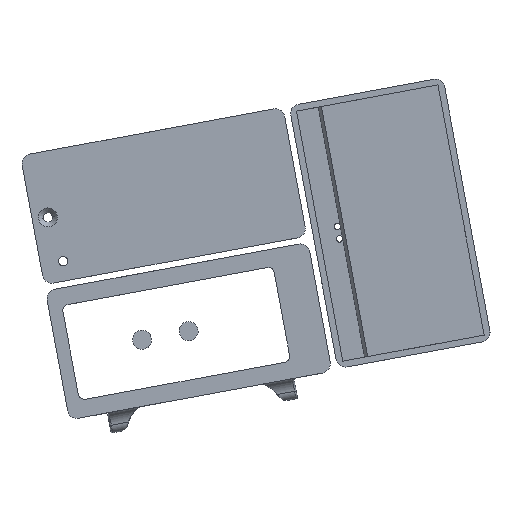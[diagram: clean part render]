
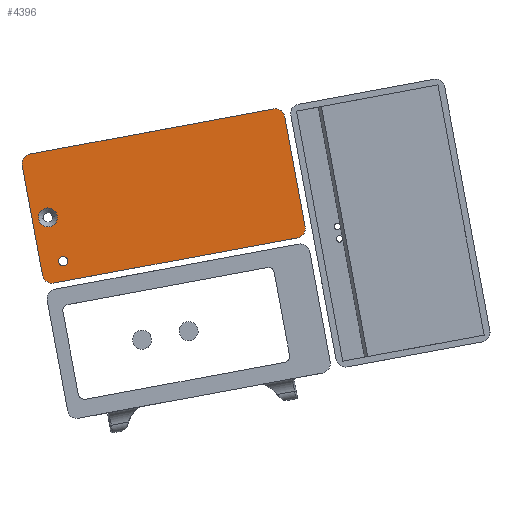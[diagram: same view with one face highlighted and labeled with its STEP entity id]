
A CAD part, top view. The second image highlights one B-rep face of the part: STEP entity #4396.
In plain terms, the highlighted face is planar.
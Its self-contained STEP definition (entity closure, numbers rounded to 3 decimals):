
#2351=CARTESIAN_POINT('Vertex',(-39.25,-20.75,0.)) ;
#2354=CARTESIAN_POINT('Line Origine',(0.,-20.75,0.)) ;
#2358=CARTESIAN_POINT('Vertex',(39.25,-20.75,0.)) ;
#2403=CARTESIAN_POINT('Axis2P3D Location',(39.25,-17.75,0.)) ;
#2407=CARTESIAN_POINT('Vertex',(42.25,-17.75,0.)) ;
#2434=CARTESIAN_POINT('Line Origine',(42.25,0.,0.)) ;
#2438=CARTESIAN_POINT('Vertex',(42.25,17.75,0.)) ;
#2465=CARTESIAN_POINT('Axis2P3D Location',(39.25,17.75,0.)) ;
#2469=CARTESIAN_POINT('Vertex',(39.25,20.75,0.)) ;
#2496=CARTESIAN_POINT('Line Origine',(0.,20.75,0.)) ;
#2500=CARTESIAN_POINT('Vertex',(-39.25,20.75,0.)) ;
#2527=CARTESIAN_POINT('Axis2P3D Location',(-39.25,17.75,0.)) ;
#2531=CARTESIAN_POINT('Vertex',(-42.25,17.75,0.)) ;
#2558=CARTESIAN_POINT('Line Origine',(-42.25,0.,0.)) ;
#2562=CARTESIAN_POINT('Vertex',(-42.25,-17.75,0.)) ;
#2589=CARTESIAN_POINT('Axis2P3D Location',(-39.25,-17.75,0.)) ;
#2659=CARTESIAN_POINT('Vertex',(-33.5,14.5,0.)) ;
#2662=CARTESIAN_POINT('Axis2P3D Location',(-35.,14.5,0.)) ;
#2666=CARTESIAN_POINT('Vertex',(-36.5,14.5,0.)) ;
#2686=CARTESIAN_POINT('Axis2P3D Location',(-35.,14.5,0.)) ;
#4359=CARTESIAN_POINT('Axis2P3D Location',(0.,0.,0.)) ;
#4374=CARTESIAN_POINT('Axis2P3D Location',(-37.25,0.,0.)) ;
#4378=CARTESIAN_POINT('Vertex',(-34.25,0.,0.)) ;
#4380=CARTESIAN_POINT('Vertex',(-40.25,0.,0.)) ;
#4383=CARTESIAN_POINT('Axis2P3D Location',(-37.25,0.,0.)) ;
#2355=DIRECTION('Vector Direction',(-1.,0.,0.)) ;
#2404=DIRECTION('Axis2P3D Direction',(0.,0.,1.)) ;
#2435=DIRECTION('Vector Direction',(0.,-1.,0.)) ;
#2466=DIRECTION('Axis2P3D Direction',(0.,0.,1.)) ;
#2497=DIRECTION('Vector Direction',(1.,0.,0.)) ;
#2528=DIRECTION('Axis2P3D Direction',(0.,0.,1.)) ;
#2559=DIRECTION('Vector Direction',(0.,1.,0.)) ;
#2590=DIRECTION('Axis2P3D Direction',(0.,0.,1.)) ;
#2663=DIRECTION('Axis2P3D Direction',(0.,0.,1.)) ;
#2687=DIRECTION('Axis2P3D Direction',(0.,0.,1.)) ;
#4360=DIRECTION('Axis2P3D Direction',(0.,0.,1.)) ;
#4361=DIRECTION('Axis2P3D XDirection',(1.,0.,0.)) ;
#4375=DIRECTION('Axis2P3D Direction',(0.,0.,1.)) ;
#4384=DIRECTION('Axis2P3D Direction',(0.,0.,1.)) ;
#2405=AXIS2_PLACEMENT_3D('Circle Axis2P3D',#2403,#2404,$) ;
#2467=AXIS2_PLACEMENT_3D('Circle Axis2P3D',#2465,#2466,$) ;
#2529=AXIS2_PLACEMENT_3D('Circle Axis2P3D',#2527,#2528,$) ;
#2591=AXIS2_PLACEMENT_3D('Circle Axis2P3D',#2589,#2590,$) ;
#2664=AXIS2_PLACEMENT_3D('Circle Axis2P3D',#2662,#2663,$) ;
#2688=AXIS2_PLACEMENT_3D('Circle Axis2P3D',#2686,#2687,$) ;
#4362=AXIS2_PLACEMENT_3D('Plane Axis2P3D',#4359,#4360,#4361) ;
#4376=AXIS2_PLACEMENT_3D('Circle Axis2P3D',#4374,#4375,$) ;
#4385=AXIS2_PLACEMENT_3D('Circle Axis2P3D',#4383,#4384,$) ;
#4365=ORIENTED_EDGE('',*,*,#2440,.F.) ;
#4366=ORIENTED_EDGE('',*,*,#2409,.F.) ;
#4367=ORIENTED_EDGE('',*,*,#2360,.F.) ;
#4368=ORIENTED_EDGE('',*,*,#2593,.F.) ;
#4369=ORIENTED_EDGE('',*,*,#2564,.F.) ;
#4370=ORIENTED_EDGE('',*,*,#2533,.F.) ;
#4371=ORIENTED_EDGE('',*,*,#2502,.F.) ;
#4372=ORIENTED_EDGE('',*,*,#2471,.F.) ;
#4389=ORIENTED_EDGE('',*,*,#4382,.T.) ;
#4390=ORIENTED_EDGE('',*,*,#4387,.T.) ;
#4393=ORIENTED_EDGE('',*,*,#2690,.T.) ;
#4394=ORIENTED_EDGE('',*,*,#2668,.T.) ;
#4391=FACE_BOUND('',#4388,.T.) ;
#4395=FACE_BOUND('',#4392,.T.) ;
#2356=VECTOR('Line Direction',#2355,1.) ;
#2436=VECTOR('Line Direction',#2435,1.) ;
#2498=VECTOR('Line Direction',#2497,1.) ;
#2560=VECTOR('Line Direction',#2559,1.) ;
#4396=ADVANCED_FACE('PartBody',(#4373,#4391,#4395),#4363,.F.) ;
#2406=CIRCLE('generated circle',#2405,3.) ;
#2468=CIRCLE('generated circle',#2467,3.) ;
#2530=CIRCLE('generated circle',#2529,3.) ;
#2592=CIRCLE('generated circle',#2591,3.) ;
#2665=CIRCLE('generated circle',#2664,1.5) ;
#2689=CIRCLE('generated circle',#2688,1.5) ;
#4377=CIRCLE('generated circle',#4376,3.) ;
#4386=CIRCLE('generated circle',#4385,3.) ;
#2360=EDGE_CURVE('',#2352,#2359,#2357,.F.) ;
#2409=EDGE_CURVE('',#2359,#2408,#2406,.T.) ;
#2440=EDGE_CURVE('',#2408,#2439,#2437,.F.) ;
#2471=EDGE_CURVE('',#2439,#2470,#2468,.T.) ;
#2502=EDGE_CURVE('',#2470,#2501,#2499,.F.) ;
#2533=EDGE_CURVE('',#2501,#2532,#2530,.T.) ;
#2564=EDGE_CURVE('',#2532,#2563,#2561,.F.) ;
#2593=EDGE_CURVE('',#2563,#2352,#2592,.T.) ;
#2668=EDGE_CURVE('',#2667,#2660,#2665,.T.) ;
#2690=EDGE_CURVE('',#2660,#2667,#2689,.T.) ;
#4382=EDGE_CURVE('',#4379,#4381,#4377,.T.) ;
#4387=EDGE_CURVE('',#4381,#4379,#4386,.T.) ;
#4364=EDGE_LOOP('',(#4365,#4366,#4367,#4368,#4369,#4370,#4371,#4372)) ;
#4388=EDGE_LOOP('',(#4389,#4390)) ;
#4392=EDGE_LOOP('',(#4393,#4394)) ;
#4373=FACE_OUTER_BOUND('',#4364,.T.) ;
#2357=LINE('Line',#2354,#2356) ;
#2437=LINE('Line',#2434,#2436) ;
#2499=LINE('Line',#2496,#2498) ;
#2561=LINE('Line',#2558,#2560) ;
#4363=PLANE('Plane',#4362) ;
#2352=VERTEX_POINT('',#2351) ;
#2359=VERTEX_POINT('',#2358) ;
#2408=VERTEX_POINT('',#2407) ;
#2439=VERTEX_POINT('',#2438) ;
#2470=VERTEX_POINT('',#2469) ;
#2501=VERTEX_POINT('',#2500) ;
#2532=VERTEX_POINT('',#2531) ;
#2563=VERTEX_POINT('',#2562) ;
#2660=VERTEX_POINT('',#2659) ;
#2667=VERTEX_POINT('',#2666) ;
#4379=VERTEX_POINT('',#4378) ;
#4381=VERTEX_POINT('',#4380) ;
